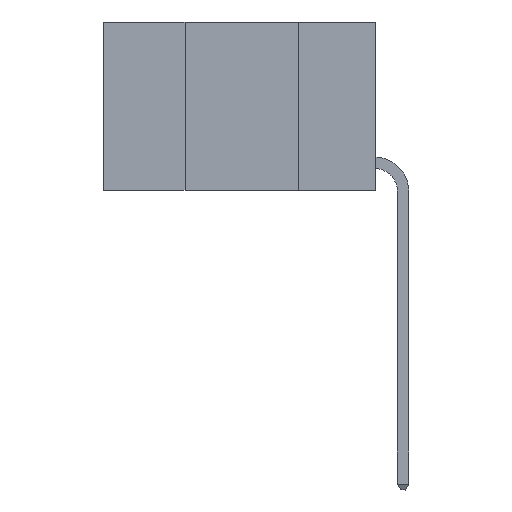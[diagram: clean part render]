
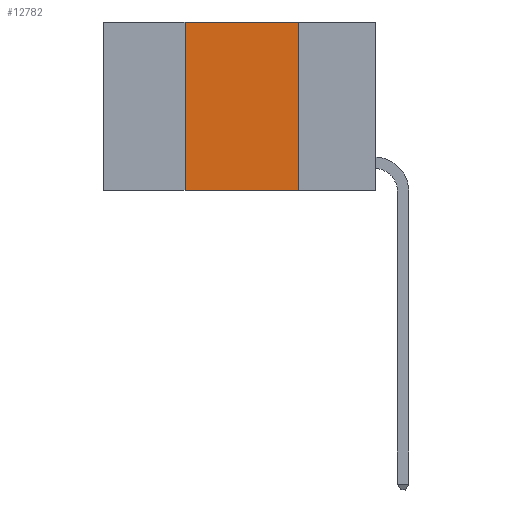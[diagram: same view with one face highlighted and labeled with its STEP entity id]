
A CAD part, left-side view. The second image highlights one B-rep face of the part: STEP entity #12782.
In plain terms, the highlighted planar face has unit normal (-1, 0, 0).
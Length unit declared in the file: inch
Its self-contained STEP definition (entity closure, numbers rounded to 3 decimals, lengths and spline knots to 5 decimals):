
#320 = CARTESIAN_POINT ( 'NONE',  ( 0., 0.42, -0.37 ) ) ;
#1208 = DIRECTION ( 'NONE',  ( 1., 0., 0. ) ) ;
#1288 = VERTEX_POINT ( 'NONE', #320 ) ;
#1815 = ORIENTED_EDGE ( 'NONE', *, *, #4025, .F. ) ;
#4025 = EDGE_CURVE ( 'NONE', #22360, #19224, #19912, .T. ) ;
#4468 = CARTESIAN_POINT ( 'NONE',  ( 0., 0.17, 0. ) ) ;
#5856 = EDGE_CURVE ( 'NONE', #1288, #22360, #22094, .T. ) ;
#6168 = ORIENTED_EDGE ( 'NONE', *, *, #15232, .F. ) ;
#6551 = VECTOR ( 'NONE', #26776, 39.37008 ) ;
#6562 = LINE ( 'NONE', #10891, #11611 ) ;
#6633 = DIRECTION ( 'NONE',  ( 0., -1., 0. ) ) ;
#7432 = VECTOR ( 'NONE', #23362, 39.37008 ) ;
#8884 = CARTESIAN_POINT ( 'NONE',  ( 0., 0.42, 0. ) ) ;
#10809 = CARTESIAN_POINT ( 'NONE',  ( 0., 0.17, 0. ) ) ;
#10891 = CARTESIAN_POINT ( 'NONE',  ( 0., 0.6, -0.37 ) ) ;
#10911 = ORIENTED_EDGE ( 'NONE', *, *, #5856, .F. ) ;
#11611 = VECTOR ( 'NONE', #6633, 39.37008 ) ;
#12145 = CARTESIAN_POINT ( 'NONE',  ( 0., 0.42, 0. ) ) ;
#12782 = ADVANCED_FACE ( 'NONE', ( #25062 ), #20273, .F. ) ;
#13113 = EDGE_CURVE ( 'NONE', #1288, #26720, #6562, .T. ) ;
#14070 = CARTESIAN_POINT ( 'NONE',  ( 0., 0.6, 0. ) ) ;
#14387 = VECTOR ( 'NONE', #26154, 39.37008 ) ;
#15232 = EDGE_CURVE ( 'NONE', #19224, #26720, #18030, .T. ) ;
#16160 = DIRECTION ( 'NONE',  ( 0., 0., -1. ) ) ;
#16620 = EDGE_LOOP ( 'NONE', ( #6168, #1815, #10911, #21107 ) ) ;
#17400 = AXIS2_PLACEMENT_3D ( 'NONE', #14070, #1208, #16160 ) ;
#18030 = LINE ( 'NONE', #10809, #7432 ) ;
#19224 = VERTEX_POINT ( 'NONE', #4468 ) ;
#19912 = LINE ( 'NONE', #21836, #14387 ) ;
#20273 = PLANE ( 'NONE',  #17400 ) ;
#21107 = ORIENTED_EDGE ( 'NONE', *, *, #13113, .T. ) ;
#21836 = CARTESIAN_POINT ( 'NONE',  ( 0., 0.6, 0. ) ) ;
#22094 = LINE ( 'NONE', #12145, #6551 ) ;
#22360 = VERTEX_POINT ( 'NONE', #8884 ) ;
#23362 = DIRECTION ( 'NONE',  ( 0., 0., -1. ) ) ;
#25062 = FACE_OUTER_BOUND ( 'NONE', #16620, .T. ) ;
#25542 = CARTESIAN_POINT ( 'NONE',  ( 0., 0.17, -0.37 ) ) ;
#26154 = DIRECTION ( 'NONE',  ( 0., -1., 0. ) ) ;
#26720 = VERTEX_POINT ( 'NONE', #25542 ) ;
#26776 = DIRECTION ( 'NONE',  ( 0., 0., 1. ) ) ;
